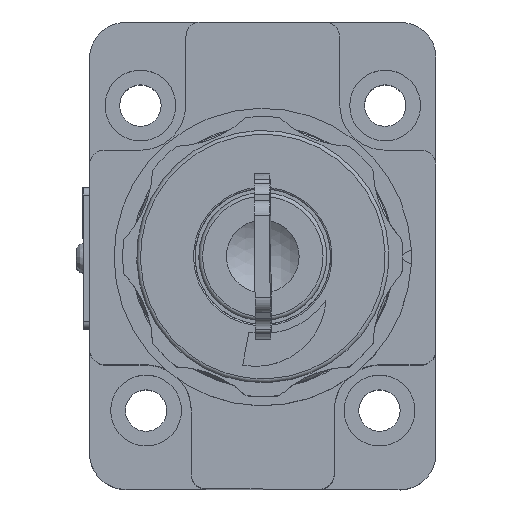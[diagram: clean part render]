
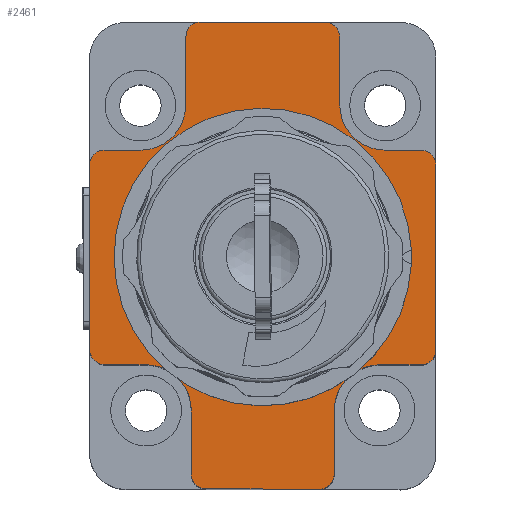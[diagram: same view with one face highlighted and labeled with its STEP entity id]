
A CAD part, top view. The second image highlights one B-rep face of the part: STEP entity #2461.
In plain terms, the highlighted planar face has unit normal (0, 0, 1).
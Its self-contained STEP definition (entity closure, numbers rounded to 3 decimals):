
#1641=FACE_BOUND('',#3569,.T.);
#1642=FACE_BOUND('',#3570,.T.);
#1643=FACE_BOUND('',#3571,.T.);
#2072=CIRCLE('',#9486,1.5);
#2073=CIRCLE('',#9487,13.);
#2074=CIRCLE('',#9488,2.051);
#2075=CIRCLE('',#9489,1.957);
#2076=CIRCLE('',#9490,5.981);
#2077=CIRCLE('',#9491,1.915);
#2078=CIRCLE('',#9492,2.135);
#2079=CIRCLE('',#9493,5.998);
#2080=CIRCLE('',#9494,1.991);
#2081=CIRCLE('',#9495,2.033);
#2082=CIRCLE('',#9496,6.);
#2083=CIRCLE('',#9497,1.968);
#2084=CIRCLE('',#9498,2.003);
#2085=CIRCLE('',#9499,6.058);
#2461=ADVANCED_FACE('',(#1641,#1642,#1643),#2858,.T.);
#2858=PLANE('',#9500);
#3569=EDGE_LOOP('',(#4757));
#3570=EDGE_LOOP('',(#4758));
#3571=EDGE_LOOP('',(#4759,#4760,#4761,#4762,#4763,#4764,#4765,#4766,#4767,
#4768,#4769,#4770,#4771,#4772,#4773,#4774,#4775,#4776,#4777,#4778,#4779,
#4780,#4781,#4782));
#4757=ORIENTED_EDGE('',*,*,#7342,.T.);
#4758=ORIENTED_EDGE('',*,*,#7343,.T.);
#4759=ORIENTED_EDGE('',*,*,#7344,.T.);
#4760=ORIENTED_EDGE('',*,*,#7345,.T.);
#4761=ORIENTED_EDGE('',*,*,#7346,.T.);
#4762=ORIENTED_EDGE('',*,*,#7347,.T.);
#4763=ORIENTED_EDGE('',*,*,#7348,.T.);
#4764=ORIENTED_EDGE('',*,*,#7349,.T.);
#4765=ORIENTED_EDGE('',*,*,#7350,.T.);
#4766=ORIENTED_EDGE('',*,*,#7351,.T.);
#4767=ORIENTED_EDGE('',*,*,#7352,.T.);
#4768=ORIENTED_EDGE('',*,*,#7353,.T.);
#4769=ORIENTED_EDGE('',*,*,#7354,.T.);
#4770=ORIENTED_EDGE('',*,*,#7355,.T.);
#4771=ORIENTED_EDGE('',*,*,#7356,.T.);
#4772=ORIENTED_EDGE('',*,*,#7357,.T.);
#4773=ORIENTED_EDGE('',*,*,#7358,.T.);
#4774=ORIENTED_EDGE('',*,*,#7359,.T.);
#4775=ORIENTED_EDGE('',*,*,#7360,.T.);
#4776=ORIENTED_EDGE('',*,*,#7361,.T.);
#4777=ORIENTED_EDGE('',*,*,#7362,.T.);
#4778=ORIENTED_EDGE('',*,*,#7363,.T.);
#4779=ORIENTED_EDGE('',*,*,#7364,.T.);
#4780=ORIENTED_EDGE('',*,*,#7365,.T.);
#4781=ORIENTED_EDGE('',*,*,#7366,.T.);
#4782=ORIENTED_EDGE('',*,*,#7367,.T.);
#6452=VERTEX_POINT('',#21173);
#6453=VERTEX_POINT('',#21175);
#6454=VERTEX_POINT('',#21177);
#6455=VERTEX_POINT('',#21178);
#6456=VERTEX_POINT('',#21180);
#6457=VERTEX_POINT('',#21182);
#6458=VERTEX_POINT('',#21184);
#6459=VERTEX_POINT('',#21186);
#6460=VERTEX_POINT('',#21188);
#6461=VERTEX_POINT('',#21190);
#6462=VERTEX_POINT('',#21192);
#6463=VERTEX_POINT('',#21194);
#6464=VERTEX_POINT('',#21196);
#6465=VERTEX_POINT('',#21198);
#6466=VERTEX_POINT('',#21200);
#6467=VERTEX_POINT('',#21202);
#6468=VERTEX_POINT('',#21204);
#6469=VERTEX_POINT('',#21206);
#6470=VERTEX_POINT('',#21208);
#6471=VERTEX_POINT('',#21210);
#6472=VERTEX_POINT('',#21212);
#6473=VERTEX_POINT('',#21214);
#6474=VERTEX_POINT('',#21216);
#6475=VERTEX_POINT('',#21218);
#6476=VERTEX_POINT('',#21220);
#6477=VERTEX_POINT('',#21222);
#7342=EDGE_CURVE('',#6452,#6452,#2072,.T.);
#7343=EDGE_CURVE('',#6453,#6453,#2073,.T.);
#7344=EDGE_CURVE('',#6454,#6455,#2074,.T.);
#7345=EDGE_CURVE('',#6455,#6456,#8264,.T.);
#7346=EDGE_CURVE('',#6456,#6457,#2075,.T.);
#7347=EDGE_CURVE('',#6457,#6458,#8265,.T.);
#7348=EDGE_CURVE('',#6458,#6459,#2076,.T.);
#7349=EDGE_CURVE('',#6459,#6460,#8266,.T.);
#7350=EDGE_CURVE('',#6460,#6461,#2077,.T.);
#7351=EDGE_CURVE('',#6461,#6462,#8267,.T.);
#7352=EDGE_CURVE('',#6462,#6463,#2078,.T.);
#7353=EDGE_CURVE('',#6463,#6464,#8268,.T.);
#7354=EDGE_CURVE('',#6464,#6465,#2079,.T.);
#7355=EDGE_CURVE('',#6465,#6466,#8269,.T.);
#7356=EDGE_CURVE('',#6466,#6467,#2080,.T.);
#7357=EDGE_CURVE('',#6467,#6468,#8270,.T.);
#7358=EDGE_CURVE('',#6468,#6469,#2081,.T.);
#7359=EDGE_CURVE('',#6469,#6470,#8271,.T.);
#7360=EDGE_CURVE('',#6470,#6471,#2082,.T.);
#7361=EDGE_CURVE('',#6471,#6472,#8272,.T.);
#7362=EDGE_CURVE('',#6472,#6473,#2083,.T.);
#7363=EDGE_CURVE('',#6473,#6474,#8273,.T.);
#7364=EDGE_CURVE('',#6474,#6475,#2084,.T.);
#7365=EDGE_CURVE('',#6475,#6476,#8274,.T.);
#7366=EDGE_CURVE('',#6476,#6477,#2085,.T.);
#7367=EDGE_CURVE('',#6477,#6454,#8275,.T.);
#8264=LINE('',#21179,#8826);
#8265=LINE('',#21183,#8827);
#8266=LINE('',#21187,#8828);
#8267=LINE('',#21191,#8829);
#8268=LINE('',#21195,#8830);
#8269=LINE('',#21199,#8831);
#8270=LINE('',#21203,#8832);
#8271=LINE('',#21207,#8833);
#8272=LINE('',#21211,#8834);
#8273=LINE('',#21215,#8835);
#8274=LINE('',#21219,#8836);
#8275=LINE('',#21223,#8837);
#8826=VECTOR('',#10723,1.);
#8827=VECTOR('',#10726,1.);
#8828=VECTOR('',#10729,1.);
#8829=VECTOR('',#10732,1.);
#8830=VECTOR('',#10735,1.);
#8831=VECTOR('',#10738,1.);
#8832=VECTOR('',#10741,1.);
#8833=VECTOR('',#10744,1.);
#8834=VECTOR('',#10747,1.);
#8835=VECTOR('',#10750,1.);
#8836=VECTOR('',#10753,1.);
#8837=VECTOR('',#10756,1.);
#9486=AXIS2_PLACEMENT_3D('',#21172,#10717,#10718);
#9487=AXIS2_PLACEMENT_3D('',#21174,#10719,#10720);
#9488=AXIS2_PLACEMENT_3D('',#21176,#10721,#10722);
#9489=AXIS2_PLACEMENT_3D('',#21181,#10724,#10725);
#9490=AXIS2_PLACEMENT_3D('',#21185,#10727,#10728);
#9491=AXIS2_PLACEMENT_3D('',#21189,#10730,#10731);
#9492=AXIS2_PLACEMENT_3D('',#21193,#10733,#10734);
#9493=AXIS2_PLACEMENT_3D('',#21197,#10736,#10737);
#9494=AXIS2_PLACEMENT_3D('',#21201,#10739,#10740);
#9495=AXIS2_PLACEMENT_3D('',#21205,#10742,#10743);
#9496=AXIS2_PLACEMENT_3D('',#21209,#10745,#10746);
#9497=AXIS2_PLACEMENT_3D('',#21213,#10748,#10749);
#9498=AXIS2_PLACEMENT_3D('',#21217,#10751,#10752);
#9499=AXIS2_PLACEMENT_3D('',#21221,#10754,#10755);
#9500=AXIS2_PLACEMENT_3D('',#21224,#10757,#10758);
#10717=DIRECTION('',(0.,0.,-1.));
#10718=DIRECTION('',(1.,0.,0.));
#10719=DIRECTION('',(0.,0.,-1.));
#10720=DIRECTION('',(1.,0.,0.));
#10721=DIRECTION('',(0.,0.,1.));
#10722=DIRECTION('',(1.,0.,0.));
#10723=DIRECTION('',(-1.,0.,0.));
#10724=DIRECTION('',(0.,0.,1.));
#10725=DIRECTION('',(1.,0.,0.));
#10726=DIRECTION('',(-0.005,-1.,0.));
#10727=DIRECTION('',(0.,0.,-1.));
#10728=DIRECTION('',(1.,0.,0.));
#10729=DIRECTION('',(-1.,-0.001,0.));
#10730=DIRECTION('',(0.,0.,1.));
#10731=DIRECTION('',(1.,0.,0.));
#10732=DIRECTION('',(0.,-1.,0.));
#10733=DIRECTION('',(0.,0.,1.));
#10734=DIRECTION('',(1.,0.,0.));
#10735=DIRECTION('',(1.,0.,0.));
#10736=DIRECTION('',(0.,0.,-1.));
#10737=DIRECTION('',(1.,0.,0.));
#10738=DIRECTION('',(0.,-1.,0.));
#10739=DIRECTION('',(0.,0.,1.));
#10740=DIRECTION('',(1.,0.,0.));
#10741=DIRECTION('',(1.,-0.001,0.));
#10742=DIRECTION('',(0.,0.,1.));
#10743=DIRECTION('',(1.,0.,0.));
#10744=DIRECTION('',(0.001,1.,0.));
#10745=DIRECTION('',(0.,0.,-1.));
#10746=DIRECTION('',(1.,0.,0.));
#10747=DIRECTION('',(1.,-0.003,0.));
#10748=DIRECTION('',(0.,0.,1.));
#10749=DIRECTION('',(1.,0.,0.));
#10750=DIRECTION('',(0.,1.,0.));
#10751=DIRECTION('',(0.,0.,1.));
#10752=DIRECTION('',(1.,0.,0.));
#10753=DIRECTION('',(-1.,0.,0.));
#10754=DIRECTION('',(0.,0.,-1.));
#10755=DIRECTION('',(1.,0.,0.));
#10756=DIRECTION('',(0.,1.,0.));
#10757=DIRECTION('',(0.,0.,1.));
#10758=DIRECTION('',(1.,0.,0.));
#21172=CARTESIAN_POINT('',(78.089,74.876,85.));
#21173=CARTESIAN_POINT('',(79.589,74.876,85.));
#21174=CARTESIAN_POINT('',(62.089,74.876,85.));
#21175=CARTESIAN_POINT('',(75.089,74.876,85.));
#21176=CARTESIAN_POINT('',(70.254,104.055,85.));
#21177=CARTESIAN_POINT('',(72.305,104.057,85.));
#21178=CARTESIAN_POINT('',(70.393,106.101,85.));
#21179=CARTESIAN_POINT('',(70.393,106.101,85.));
#21180=CARTESIAN_POINT('',(53.635,106.101,85.));
#21181=CARTESIAN_POINT('',(53.84,104.155,85.));
#21182=CARTESIAN_POINT('',(51.883,104.155,85.));
#21183=CARTESIAN_POINT('',(51.883,104.155,85.));
#21184=CARTESIAN_POINT('',(51.839,95.076,85.));
#21185=CARTESIAN_POINT('',(45.858,95.056,85.));
#21186=CARTESIAN_POINT('',(45.914,89.076,85.));
#21187=CARTESIAN_POINT('',(45.914,89.076,85.));
#21188=CARTESIAN_POINT('',(41.021,89.071,85.));
#21189=CARTESIAN_POINT('',(41.004,87.156,85.));
#21190=CARTESIAN_POINT('',(39.089,87.114,85.));
#21191=CARTESIAN_POINT('',(39.089,87.114,85.));
#21192=CARTESIAN_POINT('',(39.089,62.397,85.));
#21193=CARTESIAN_POINT('',(41.201,62.711,85.));
#21194=CARTESIAN_POINT('',(41.215,60.576,85.));
#21195=CARTESIAN_POINT('',(41.215,60.576,85.));
#21196=CARTESIAN_POINT('',(46.589,60.576,85.));
#21197=CARTESIAN_POINT('',(46.59,54.577,85.));
#21198=CARTESIAN_POINT('',(52.588,54.576,85.));
#21199=CARTESIAN_POINT('',(52.588,54.576,85.));
#21200=CARTESIAN_POINT('',(52.589,45.969,85.));
#21201=CARTESIAN_POINT('',(54.577,46.077,85.));
#21202=CARTESIAN_POINT('',(54.504,44.088,85.));
#21203=CARTESIAN_POINT('',(54.504,44.088,85.));
#21204=CARTESIAN_POINT('',(69.891,44.074,85.));
#21205=CARTESIAN_POINT('',(69.547,46.078,85.));
#21206=CARTESIAN_POINT('',(71.58,46.047,85.));
#21207=CARTESIAN_POINT('',(71.58,46.047,85.));
#21208=CARTESIAN_POINT('',(71.589,54.576,85.));
#21209=CARTESIAN_POINT('',(77.589,54.576,85.));
#21210=CARTESIAN_POINT('',(77.589,60.576,85.));
#21211=CARTESIAN_POINT('',(77.589,60.576,85.));
#21212=CARTESIAN_POINT('',(83.126,60.562,85.));
#21213=CARTESIAN_POINT('',(83.121,62.53,85.));
#21214=CARTESIAN_POINT('',(85.071,62.265,85.));
#21215=CARTESIAN_POINT('',(85.071,62.265,85.));
#21216=CARTESIAN_POINT('',(85.081,87.241,85.));
#21217=CARTESIAN_POINT('',(83.085,87.074,85.));
#21218=CARTESIAN_POINT('',(83.16,89.076,85.));
#21219=CARTESIAN_POINT('',(83.16,89.076,85.));
#21220=CARTESIAN_POINT('',(78.339,89.076,85.));
#21221=CARTESIAN_POINT('',(78.363,95.134,85.));
#21222=CARTESIAN_POINT('',(72.305,95.103,85.));
#21223=CARTESIAN_POINT('',(72.305,95.103,85.));
#21224=CARTESIAN_POINT('',(70.254,104.055,85.));
